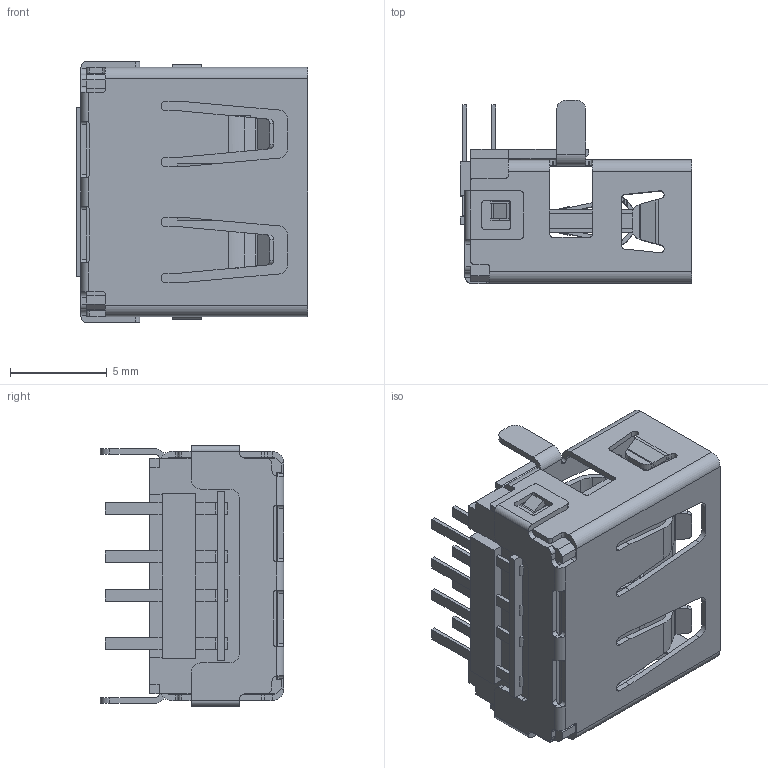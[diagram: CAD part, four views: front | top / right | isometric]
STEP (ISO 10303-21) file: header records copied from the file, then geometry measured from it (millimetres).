
FILE_DESCRIPTION((''),'2;1');
FILE_NAME('HOUSING_1','2025-12-21T14:52:14',('Administrator'),(''),'CREO PARAMETRIC BY PTC INC, 2022073','CREO PARAMETRIC BY PTC INC, 2022073','');
FILE_SCHEMA(('AUTOMOTIVE_DESIGN { 1 0 10303 214 1 1 1 1 }'));
Length unit declared in the file: millimetre
Products named in the file (1): HOUSING_1
Bounding box: 12 x 9.5 x 13.55 mm (x, y, z)
Volume: 468.8 mm3; surface area: 1393.5 mm2
Topology: 1 solids, 1 shells, 711 faces, 2090 edges, 1364 vertices
Faces by surface type: plane 466, cylinder 221, extrusion 12, bspline 8, cone 4
Entity records: 32207 total; most frequent: CARTESIAN_POINT 5204, ORIENTED_EDGE 4180, DIRECTION 3702, PRESENTATION_STYLE_ASSIGNMENT 2327, STYLED_ITEM 2103, CURVE_STYLE 2102, EDGE_CURVE 2090, VECTOR 1564
